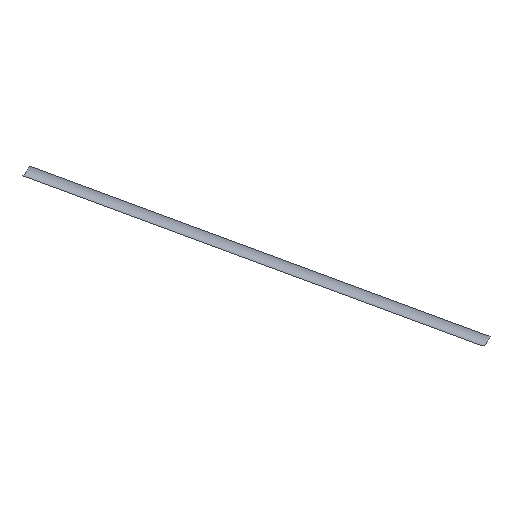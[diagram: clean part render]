
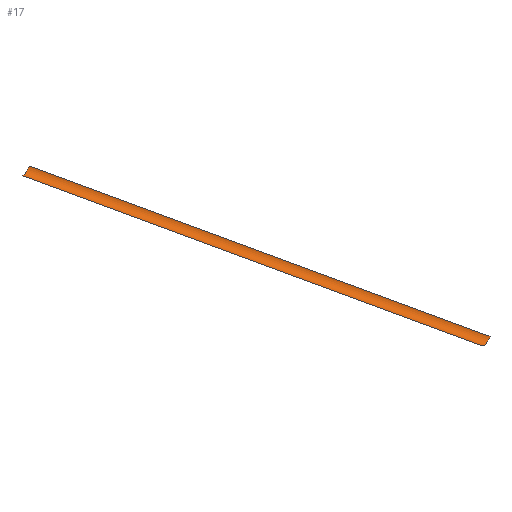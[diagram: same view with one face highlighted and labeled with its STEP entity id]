
A CAD part, top view. The second image highlights one B-rep face of the part: STEP entity #17.
In plain terms, the highlighted cylindrical face has radius 1 mm (diameter 2 mm), a partial arc.
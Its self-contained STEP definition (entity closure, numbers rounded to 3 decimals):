
#17 = ADVANCED_FACE('',(#18),#33,.T.);
#18 = FACE_BOUND('',#19,.T.);
#19 = EDGE_LOOP('',(#20,#66,#104,#143));
#20 = ORIENTED_EDGE('',*,*,#21,.F.);
#21 = EDGE_CURVE('',#22,#24,#26,.T.);
#22 = VERTEX_POINT('',#23);
#23 = CARTESIAN_POINT('',(-20.853,8.283,-8.204)
  );
#24 = VERTEX_POINT('',#25);
#25 = CARTESIAN_POINT('',(-21.501,7.396,-7.332
    ));
#26 = SURFACE_CURVE('',#27,(#32),.PCURVE_S1.);
#27 = CIRCLE('',#28,1.);
#28 = AXIS2_PLACEMENT_3D('',#29,#30,#31);
#29 = CARTESIAN_POINT('',(-21.178,8.34,-7.26
    ));
#30 = DIRECTION('',(-0.887,0.328,-0.325));
#31 = DIRECTION('',(0.325,-0.057,-0.944));
#32 = PCURVE('',#33,#38);
#33 = CYLINDRICAL_SURFACE('',#34,1.);
#34 = AXIS2_PLACEMENT_3D('',#35,#36,#37);
#35 = CARTESIAN_POINT('',(-0.001,0.5,
    0.508));
#36 = DIRECTION('',(0.887,-0.328,0.325));
#37 = DIRECTION('',(-0.341,-0.94,-0.018)
  );
#38 = DEFINITIONAL_REPRESENTATION('',(#39),#65);
#39 = B_SPLINE_CURVE_WITH_KNOTS('',3,(#40,#41,#42,#43,#44,#45,#46,#47,
    #48,#49,#50,#51,#52,#53,#54,#55,#56,#57,#58,#59,#60,#61,#62,#63,#64)
  ,.UNSPECIFIED.,.F.,.F.,(4,1,1,1,1,1,1,1,1,1,1,1,1,1,1,1,1,1,1,1,1,1,4)
  ,(0.,0.071,0.141,0.212,0.283,
    0.353,0.424,0.495,0.565,
    0.636,0.707,0.777,0.848,
    0.919,0.99,1.06,1.131,
    1.202,1.272,1.343,1.414,
    1.484,1.555),.QUASI_UNIFORM_KNOTS.);
#40 = CARTESIAN_POINT('',(1.612,-23.88));
#41 = CARTESIAN_POINT('',(1.588,-23.88));
#42 = CARTESIAN_POINT('',(1.541,-23.88));
#43 = CARTESIAN_POINT('',(1.47,-23.88));
#44 = CARTESIAN_POINT('',(1.4,-23.88));
#45 = CARTESIAN_POINT('',(1.329,-23.88));
#46 = CARTESIAN_POINT('',(1.258,-23.88));
#47 = CARTESIAN_POINT('',(1.188,-23.88));
#48 = CARTESIAN_POINT('',(1.117,-23.88));
#49 = CARTESIAN_POINT('',(1.046,-23.88));
#50 = CARTESIAN_POINT('',(0.976,-23.88));
#51 = CARTESIAN_POINT('',(0.905,-23.88));
#52 = CARTESIAN_POINT('',(0.834,-23.88));
#53 = CARTESIAN_POINT('',(0.764,-23.88));
#54 = CARTESIAN_POINT('',(0.693,-23.88));
#55 = CARTESIAN_POINT('',(0.622,-23.88));
#56 = CARTESIAN_POINT('',(0.551,-23.88));
#57 = CARTESIAN_POINT('',(0.481,-23.88));
#58 = CARTESIAN_POINT('',(0.41,-23.88));
#59 = CARTESIAN_POINT('',(0.339,-23.88));
#60 = CARTESIAN_POINT('',(0.269,-23.88));
#61 = CARTESIAN_POINT('',(0.198,-23.88));
#62 = CARTESIAN_POINT('',(0.127,-23.88));
#63 = CARTESIAN_POINT('',(0.08,-23.88));
#64 = CARTESIAN_POINT('',(0.057,-23.88));
#65 = ( GEOMETRIC_REPRESENTATION_CONTEXT(2) 
PARAMETRIC_REPRESENTATION_CONTEXT() REPRESENTATION_CONTEXT('2D SPACE',''
  ) );
#66 = ORIENTED_EDGE('',*,*,#67,.F.);
#67 = EDGE_CURVE('',#68,#22,#70,.T.);
#68 = VERTEX_POINT('',#69);
#69 = CARTESIAN_POINT('',(21.501,-7.396,7.332
    ));
#70 = SURFACE_CURVE('',#71,(#75),.PCURVE_S1.);
#71 = LINE('',#72,#73);
#72 = CARTESIAN_POINT('',(21.501,-7.396,7.332
    ));
#73 = VECTOR('',#74,1.);
#74 = DIRECTION('',(-0.887,0.328,-0.325));
#75 = PCURVE('',#33,#76);
#76 = DEFINITIONAL_REPRESENTATION('',(#77),#103);
#77 = B_SPLINE_CURVE_WITH_KNOTS('',3,(#78,#79,#80,#81,#82,#83,#84,#85,
    #86,#87,#88,#89,#90,#91,#92,#93,#94,#95,#96,#97,#98,#99,#100,#101,
    #102),.UNSPECIFIED.,.F.,.F.,(4,1,1,1,1,1,1,1,1,1,1,1,1,1,1,1,1,1,1,1
    ,1,1,4),(0.,2.171,4.342,6.513,
    8.684,10.855,13.026,15.196,
    17.367,19.538,21.709,23.88,
    26.051,28.222,30.393,32.564,
    34.735,36.906,39.077,41.248,
    43.419,45.589,47.76),
  .QUASI_UNIFORM_KNOTS.);
#78 = CARTESIAN_POINT('',(1.612,23.88));
#79 = CARTESIAN_POINT('',(1.612,23.157));
#80 = CARTESIAN_POINT('',(1.612,21.709));
#81 = CARTESIAN_POINT('',(1.612,19.538));
#82 = CARTESIAN_POINT('',(1.612,17.367));
#83 = CARTESIAN_POINT('',(1.612,15.196));
#84 = CARTESIAN_POINT('',(1.612,13.026));
#85 = CARTESIAN_POINT('',(1.612,10.855));
#86 = CARTESIAN_POINT('',(1.612,8.684));
#87 = CARTESIAN_POINT('',(1.612,6.513));
#88 = CARTESIAN_POINT('',(1.612,4.342));
#89 = CARTESIAN_POINT('',(1.612,2.171));
#90 = CARTESIAN_POINT('',(1.612,0.));
#91 = CARTESIAN_POINT('',(1.612,-2.171));
#92 = CARTESIAN_POINT('',(1.612,-4.342));
#93 = CARTESIAN_POINT('',(1.612,-6.513));
#94 = CARTESIAN_POINT('',(1.612,-8.684));
#95 = CARTESIAN_POINT('',(1.612,-10.855));
#96 = CARTESIAN_POINT('',(1.612,-13.026));
#97 = CARTESIAN_POINT('',(1.612,-15.196));
#98 = CARTESIAN_POINT('',(1.612,-17.367));
#99 = CARTESIAN_POINT('',(1.612,-19.538));
#100 = CARTESIAN_POINT('',(1.612,-21.709));
#101 = CARTESIAN_POINT('',(1.612,-23.157));
#102 = CARTESIAN_POINT('',(1.612,-23.88));
#103 = ( GEOMETRIC_REPRESENTATION_CONTEXT(2) 
PARAMETRIC_REPRESENTATION_CONTEXT() REPRESENTATION_CONTEXT('2D SPACE',''
  ) );
#104 = ORIENTED_EDGE('',*,*,#105,.F.);
#105 = EDGE_CURVE('',#106,#68,#108,.T.);
#106 = VERTEX_POINT('',#107);
#107 = CARTESIAN_POINT('',(20.853,-8.283,8.204
    ));
#108 = SURFACE_CURVE('',#109,(#114),.PCURVE_S1.);
#109 = CIRCLE('',#110,1.);
#110 = AXIS2_PLACEMENT_3D('',#111,#112,#113);
#111 = CARTESIAN_POINT('',(21.176,-7.339,
    8.276));
#112 = DIRECTION('',(0.887,-0.328,0.325));
#113 = DIRECTION('',(-0.323,-0.944,-0.071
    ));
#114 = PCURVE('',#33,#115);
#115 = DEFINITIONAL_REPRESENTATION('',(#116),#142);
#116 = B_SPLINE_CURVE_WITH_KNOTS('',3,(#117,#118,#119,#120,#121,#122,
    #123,#124,#125,#126,#127,#128,#129,#130,#131,#132,#133,#134,#135,
    #136,#137,#138,#139,#140,#141),.UNSPECIFIED.,.F.,.F.,(4,1,1,1,1,1,1,
    1,1,1,1,1,1,1,1,1,1,1,1,1,1,1,4),(0.,0.071,
    0.141,0.212,0.283,0.353,
    0.424,0.495,0.565,0.636,
    0.707,0.777,0.848,0.919,
    0.99,1.06,1.131,1.202,
    1.272,1.343,1.414,1.484,
    1.555),.QUASI_UNIFORM_KNOTS.);
#117 = CARTESIAN_POINT('',(0.057,23.88));
#118 = CARTESIAN_POINT('',(0.08,23.88));
#119 = CARTESIAN_POINT('',(0.127,23.88));
#120 = CARTESIAN_POINT('',(0.198,23.88));
#121 = CARTESIAN_POINT('',(0.269,23.88));
#122 = CARTESIAN_POINT('',(0.339,23.88));
#123 = CARTESIAN_POINT('',(0.41,23.88));
#124 = CARTESIAN_POINT('',(0.481,23.88));
#125 = CARTESIAN_POINT('',(0.551,23.88));
#126 = CARTESIAN_POINT('',(0.622,23.88));
#127 = CARTESIAN_POINT('',(0.693,23.88));
#128 = CARTESIAN_POINT('',(0.764,23.88));
#129 = CARTESIAN_POINT('',(0.834,23.88));
#130 = CARTESIAN_POINT('',(0.905,23.88));
#131 = CARTESIAN_POINT('',(0.976,23.88));
#132 = CARTESIAN_POINT('',(1.046,23.88));
#133 = CARTESIAN_POINT('',(1.117,23.88));
#134 = CARTESIAN_POINT('',(1.188,23.88));
#135 = CARTESIAN_POINT('',(1.258,23.88));
#136 = CARTESIAN_POINT('',(1.329,23.88));
#137 = CARTESIAN_POINT('',(1.4,23.88));
#138 = CARTESIAN_POINT('',(1.47,23.88));
#139 = CARTESIAN_POINT('',(1.541,23.88));
#140 = CARTESIAN_POINT('',(1.588,23.88));
#141 = CARTESIAN_POINT('',(1.612,23.88));
#142 = ( GEOMETRIC_REPRESENTATION_CONTEXT(2) 
PARAMETRIC_REPRESENTATION_CONTEXT() REPRESENTATION_CONTEXT('2D SPACE',''
  ) );
#143 = ORIENTED_EDGE('',*,*,#144,.F.);
#144 = EDGE_CURVE('',#24,#106,#145,.T.);
#145 = SURFACE_CURVE('',#146,(#150),.PCURVE_S1.);
#146 = LINE('',#147,#148);
#147 = CARTESIAN_POINT('',(-21.501,7.396,
    -7.332));
#148 = VECTOR('',#149,1.);
#149 = DIRECTION('',(0.887,-0.328,0.325));
#150 = PCURVE('',#33,#151);
#151 = DEFINITIONAL_REPRESENTATION('',(#152),#178);
#152 = B_SPLINE_CURVE_WITH_KNOTS('',3,(#153,#154,#155,#156,#157,#158,
    #159,#160,#161,#162,#163,#164,#165,#166,#167,#168,#169,#170,#171,
    #172,#173,#174,#175,#176,#177),.UNSPECIFIED.,.F.,.F.,(4,1,1,1,1,1,1,
    1,1,1,1,1,1,1,1,1,1,1,1,1,1,1,4),(-0.,2.171,4.342,
    6.513,8.684,10.855,13.026,
    15.196,17.367,19.538,21.709,
    23.88,26.051,28.222,30.393,
    32.564,34.735,36.906,39.077,
    41.248,43.419,45.589,47.76),
  .QUASI_UNIFORM_KNOTS.);
#153 = CARTESIAN_POINT('',(0.057,-23.88));
#154 = CARTESIAN_POINT('',(0.057,-23.157));
#155 = CARTESIAN_POINT('',(0.057,-21.709));
#156 = CARTESIAN_POINT('',(0.057,-19.538));
#157 = CARTESIAN_POINT('',(0.057,-17.367));
#158 = CARTESIAN_POINT('',(0.057,-15.196));
#159 = CARTESIAN_POINT('',(0.057,-13.026));
#160 = CARTESIAN_POINT('',(0.057,-10.855));
#161 = CARTESIAN_POINT('',(0.057,-8.684));
#162 = CARTESIAN_POINT('',(0.057,-6.513));
#163 = CARTESIAN_POINT('',(0.057,-4.342));
#164 = CARTESIAN_POINT('',(0.057,-2.171));
#165 = CARTESIAN_POINT('',(0.057,0.));
#166 = CARTESIAN_POINT('',(0.057,2.171));
#167 = CARTESIAN_POINT('',(0.057,4.342));
#168 = CARTESIAN_POINT('',(0.057,6.513));
#169 = CARTESIAN_POINT('',(0.057,8.684));
#170 = CARTESIAN_POINT('',(0.057,10.855));
#171 = CARTESIAN_POINT('',(0.057,13.026));
#172 = CARTESIAN_POINT('',(0.057,15.196));
#173 = CARTESIAN_POINT('',(0.057,17.367));
#174 = CARTESIAN_POINT('',(0.057,19.538));
#175 = CARTESIAN_POINT('',(0.057,21.709));
#176 = CARTESIAN_POINT('',(0.057,23.157));
#177 = CARTESIAN_POINT('',(0.057,23.88));
#178 = ( GEOMETRIC_REPRESENTATION_CONTEXT(2) 
PARAMETRIC_REPRESENTATION_CONTEXT() REPRESENTATION_CONTEXT('2D SPACE',''
  ) );
